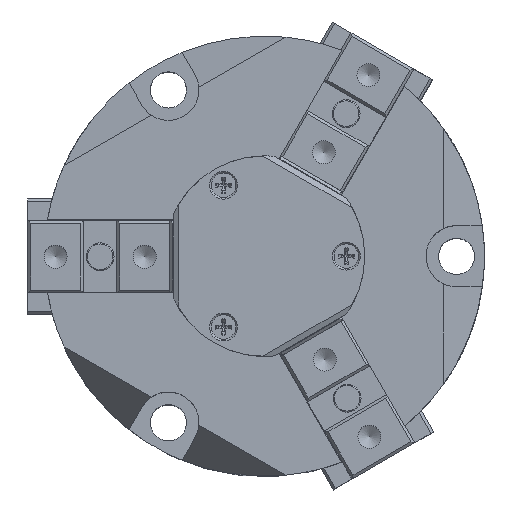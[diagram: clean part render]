
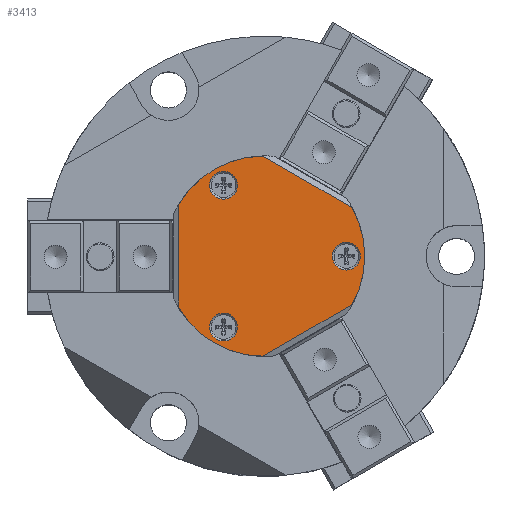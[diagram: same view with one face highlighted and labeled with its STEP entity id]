
A CAD part, top view. The second image highlights one B-rep face of the part: STEP entity #3413.
In plain terms, the highlighted planar face has unit normal (0, 0, 1).
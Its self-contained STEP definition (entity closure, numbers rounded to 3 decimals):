
#368=LINE('',#6101,#617);
#372=LINE('',#6119,#621);
#373=LINE('',#6122,#622);
#617=VECTOR('',#4725,10.);
#621=VECTOR('',#4743,10.);
#622=VECTOR('',#4746,10.);
#749=PLANE('',#3850);
#840=FACE_BOUND('',#1292,.T.);
#841=FACE_BOUND('',#1293,.T.);
#842=FACE_BOUND('',#1294,.T.);
#1016=FACE_OUTER_BOUND('',#1291,.T.);
#1291=EDGE_LOOP('',(#3005,#3006,#3007,#3008,#3009,#3010));
#1292=EDGE_LOOP('',(#3011));
#1293=EDGE_LOOP('',(#3012));
#1294=EDGE_LOOP('',(#3013));
#1464=CIRCLE('',#3847,18.);
#1466=CIRCLE('',#3851,18.);
#1467=CIRCLE('',#3852,18.);
#1468=CIRCLE('',#3853,2.5);
#1469=CIRCLE('',#3854,2.5);
#1470=CIRCLE('',#3855,2.5);
#1773=VERTEX_POINT('',#6098);
#1774=VERTEX_POINT('',#6100);
#1776=VERTEX_POINT('',#6106);
#1780=VERTEX_POINT('',#6116);
#1781=VERTEX_POINT('',#6118);
#1782=VERTEX_POINT('',#6120);
#1783=VERTEX_POINT('',#6123);
#1784=VERTEX_POINT('',#6125);
#1785=VERTEX_POINT('',#6127);
#2197=EDGE_CURVE('',#1773,#1774,#368,.T.);
#2200=EDGE_CURVE('',#1776,#1774,#1464,.T.);
#2205=EDGE_CURVE('',#1773,#1780,#1466,.T.);
#2206=EDGE_CURVE('',#1781,#1780,#372,.T.);
#2207=EDGE_CURVE('',#1781,#1782,#1467,.T.);
#2208=EDGE_CURVE('',#1776,#1782,#373,.T.);
#2209=EDGE_CURVE('',#1783,#1783,#1468,.T.);
#2210=EDGE_CURVE('',#1784,#1784,#1469,.T.);
#2211=EDGE_CURVE('',#1785,#1785,#1470,.T.);
#3005=ORIENTED_EDGE('',*,*,#2197,.F.);
#3006=ORIENTED_EDGE('',*,*,#2205,.T.);
#3007=ORIENTED_EDGE('',*,*,#2206,.F.);
#3008=ORIENTED_EDGE('',*,*,#2207,.T.);
#3009=ORIENTED_EDGE('',*,*,#2208,.F.);
#3010=ORIENTED_EDGE('',*,*,#2200,.T.);
#3011=ORIENTED_EDGE('',*,*,#2209,.T.);
#3012=ORIENTED_EDGE('',*,*,#2210,.T.);
#3013=ORIENTED_EDGE('',*,*,#2211,.T.);
#3413=ADVANCED_FACE('',(#1016,#840,#841,#842),#749,.T.);
#3847=AXIS2_PLACEMENT_3D('',#6107,#4731,#4732);
#3850=AXIS2_PLACEMENT_3D('',#6115,#4739,#4740);
#3851=AXIS2_PLACEMENT_3D('',#6117,#4741,#4742);
#3852=AXIS2_PLACEMENT_3D('',#6121,#4744,#4745);
#3853=AXIS2_PLACEMENT_3D('',#6124,#4747,#4748);
#3854=AXIS2_PLACEMENT_3D('',#6126,#4749,#4750);
#3855=AXIS2_PLACEMENT_3D('',#6128,#4751,#4752);
#4725=DIRECTION('',(-0.866,0.5,0.));
#4731=DIRECTION('center_axis',(0.,0.,1.));
#4732=DIRECTION('ref_axis',(0.812,-0.583,0.));
#4739=DIRECTION('center_axis',(0.,0.,1.));
#4740=DIRECTION('ref_axis',(1.,0.,0.));
#4741=DIRECTION('center_axis',(0.,0.,1.));
#4742=DIRECTION('ref_axis',(0.099,0.995,0.));
#4743=DIRECTION('',(0.,-1.,0.));
#4744=DIRECTION('center_axis',(0.,0.,1.));
#4745=DIRECTION('ref_axis',(-0.911,-0.412,0.));
#4746=DIRECTION('',(0.866,0.5,0.));
#4747=DIRECTION('center_axis',(0.,0.,-1.));
#4748=DIRECTION('ref_axis',(1.,0.,0.));
#4749=DIRECTION('center_axis',(0.,0.,-1.));
#4750=DIRECTION('ref_axis',(1.,0.,0.));
#4751=DIRECTION('center_axis',(0.,0.,-1.));
#4752=DIRECTION('ref_axis',(1.,0.,0.));
#6098=CARTESIAN_POINT('',(0.37,-17.996,1.5));
#6100=CARTESIAN_POINT('',(-15.77,-8.677,1.5));
#6101=CARTESIAN_POINT('',(-10.912,-11.482,1.5));
#6106=CARTESIAN_POINT('',(-15.77,8.677,1.5));
#6107=CARTESIAN_POINT('Origin',(0.,0.,1.5));
#6115=CARTESIAN_POINT('Origin',(0.,0.,
1.5));
#6116=CARTESIAN_POINT('',(15.4,-9.319,1.5));
#6117=CARTESIAN_POINT('Origin',(0.,0.,1.5));
#6118=CARTESIAN_POINT('',(15.4,9.319,1.5));
#6119=CARTESIAN_POINT('',(15.4,-3.709,1.5));
#6120=CARTESIAN_POINT('',(0.37,17.996,1.5));
#6121=CARTESIAN_POINT('Origin',(0.,0.,1.5));
#6122=CARTESIAN_POINT('',(-4.488,15.192,1.5));
#6123=CARTESIAN_POINT('',(9.85,12.731,1.5));
#6124=CARTESIAN_POINT('Origin',(7.35,12.731,1.5));
#6125=CARTESIAN_POINT('',(-12.2,0.,1.5));
#6126=CARTESIAN_POINT('Origin',(-14.7,0.,1.5));
#6127=CARTESIAN_POINT('',(9.85,-12.731,1.5));
#6128=CARTESIAN_POINT('Origin',(7.35,-12.731,1.5));
